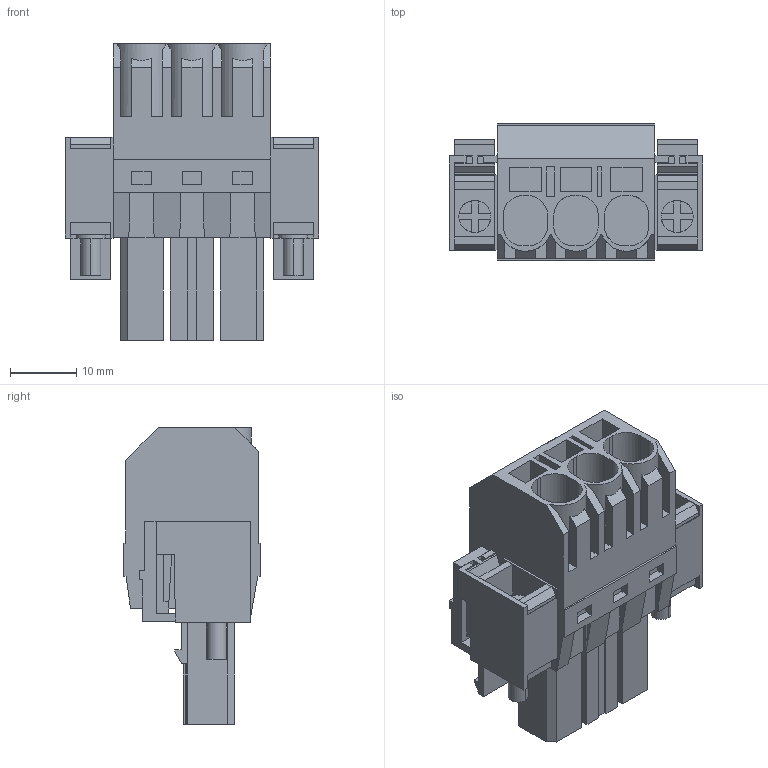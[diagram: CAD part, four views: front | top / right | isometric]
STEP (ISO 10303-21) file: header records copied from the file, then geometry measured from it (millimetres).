
FILE_DESCRIPTION(('CATIA V5 STEP Exchange','CAx-IF Rec.Pracs.--- Model Styling and Organization---1.4--- 2014-01-23'),'2;1');
FILE_NAME ('D1447935_1_1060510000_1060510000.stp','2023-09-07T12:48:51+00:00',('none'),('Weidmueller'),'CATIA Version 5-6 Release 2016 SP3 HF44','CATIA V5 STEP AP214','none');
FILE_SCHEMA(('AUTOMOTIVE_DESIGN { 1 0 10303 214 1 1 1 1 }'));
Length unit declared in the file: millimetre
Products named in the file (1): 1060510000
Bounding box: 38.1 x 20.6 x 44.7 mm (x, y, z)
Volume: 15398.8 mm3; surface area: 10896.5 mm2
Topology: 5 solids, 5 shells, 471 faces, 1320 edges, 879 vertices
Faces by surface type: plane 440, cylinder 31
Entity records: 14592 total; most frequent: CARTESIAN_POINT 2741, ORIENTED_EDGE 2640, DIRECTION 2027, EDGE_CURVE 1320, VECTOR 1230, LINE 1230, VERTEX_POINT 879, EDGE_LOOP 499
